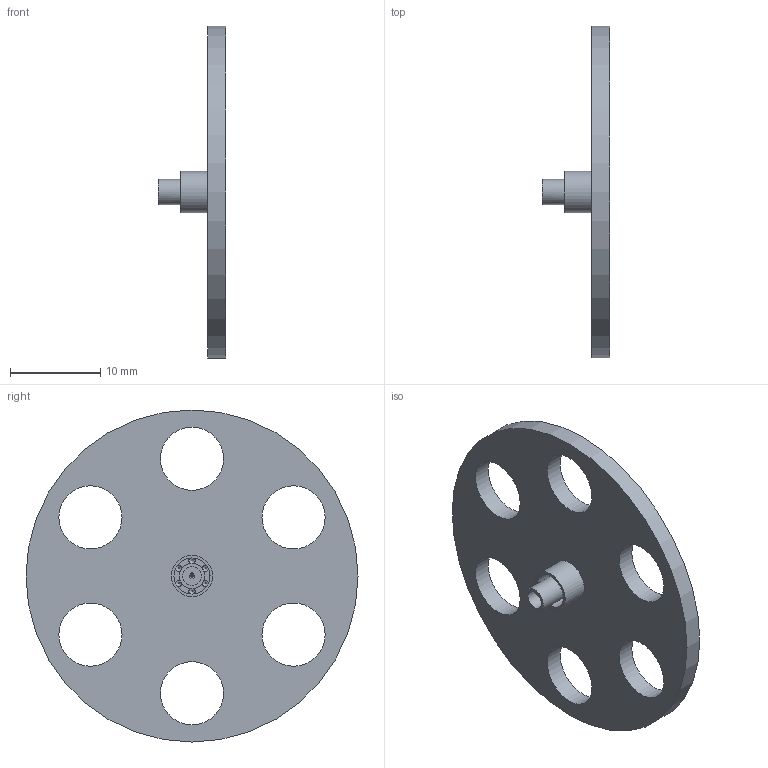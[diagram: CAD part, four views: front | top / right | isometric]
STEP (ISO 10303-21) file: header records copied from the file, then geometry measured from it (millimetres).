
FILE_DESCRIPTION(/* description */ (''),/* implementation_level */ '2;1');
FILE_NAME(/* name */ 'First injector improved.step',/* time_stamp */ '2025-06-22T18:22:01-07:00',/* author */ (''),/* organization */ (''),/* preprocessor_version */ 'ST-DEVELOPER v20.1',/* originating_system */ 'Autodesk Translation Framework v14.10.0.0',/* authorisation */ '');
FILE_SCHEMA (('AUTOMOTIVE_DESIGN { 1 0 10303 214 3 1 1 }'));
Length unit declared in the file: millimetre
Products named in the file (1): FusionComponent
Bounding box: 7.5 x 36.8 x 36.8 mm (x, y, z)
Volume: 1693.5 mm3; surface area: 2331.2 mm2
Topology: 1 solids, 1 shells, 41 faces, 126 edges, 84 vertices
Faces by surface type: cylinder 21, plane 11, torus 9
Full cylindrical faces by diameter (mm): 0.002 x1, 0.074 x3, 0.1 x6, 2.059 x1, 2.8 x1, 4 x1, 4.6 x1, 7 x6, 36.805 x1
Entity records: 1654 total; most frequent: CARTESIAN_POINT 366, DIRECTION 287, ORIENTED_EDGE 252, AXIS2_PLACEMENT_3D 133, EDGE_CURVE 126, CIRCLE 91, VERTEX_POINT 84, EDGE_LOOP 70
